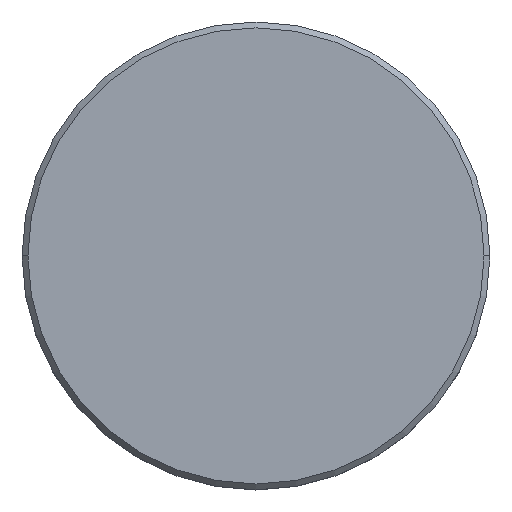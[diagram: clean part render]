
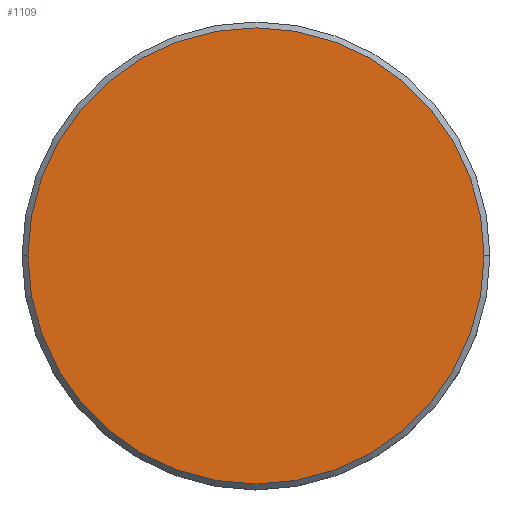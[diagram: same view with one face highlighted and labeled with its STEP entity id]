
A CAD part, top view. The second image highlights one B-rep face of the part: STEP entity #1109.
In plain terms, the highlighted planar face has unit normal (0, 0, 1).
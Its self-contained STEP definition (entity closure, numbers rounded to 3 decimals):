
#63 = CIRCLE ( 'NONE', #868, 19.5 ) ;
#90 = CARTESIAN_POINT ( 'NONE',  ( -19.5, 0., 0. ) ) ;
#91 = EDGE_CURVE ( 'NONE', #909, #855, #1005, .T. ) ;
#152 = DIRECTION ( 'NONE',  ( 1., 0., 0. ) ) ;
#190 = DIRECTION ( 'NONE',  ( 0., 0., 1. ) ) ;
#336 = CARTESIAN_POINT ( 'NONE',  ( 0., 0., 0. ) ) ;
#489 = AXIS2_PLACEMENT_3D ( 'NONE', #668, #190, #565 ) ;
#500 = DIRECTION ( 'NONE',  ( 0., 0., 1. ) ) ;
#565 = DIRECTION ( 'NONE',  ( 1., 0., 0. ) ) ;
#611 = EDGE_LOOP ( 'NONE', ( #768, #633 ) ) ;
#633 = ORIENTED_EDGE ( 'NONE', *, *, #91, .T. ) ;
#668 = CARTESIAN_POINT ( 'NONE',  ( 0., 0., 0. ) ) ;
#677 = EDGE_CURVE ( 'NONE', #855, #909, #63, .T. ) ;
#681 = DIRECTION ( 'NONE',  ( 1., 0., 0. ) ) ;
#768 = ORIENTED_EDGE ( 'NONE', *, *, #677, .T. ) ;
#855 = VERTEX_POINT ( 'NONE', #90 ) ;
#860 = PLANE ( 'NONE',  #967 ) ;
#868 = AXIS2_PLACEMENT_3D ( 'NONE', #336, #958, #152 ) ;
#900 = CARTESIAN_POINT ( 'NONE',  ( 19.5, 0., 0. ) ) ;
#909 = VERTEX_POINT ( 'NONE', #900 ) ;
#958 = DIRECTION ( 'NONE',  ( 0., 0., 1. ) ) ;
#967 = AXIS2_PLACEMENT_3D ( 'NONE', #1057, #500, #681 ) ;
#1005 = CIRCLE ( 'NONE', #489, 19.5 ) ;
#1057 = CARTESIAN_POINT ( 'NONE',  ( 0., 0., 0. ) ) ;
#1109 = ADVANCED_FACE ( 'NONE', ( #1151 ), #860, .T. ) ;
#1151 = FACE_OUTER_BOUND ( 'NONE', #611, .T. ) ;
